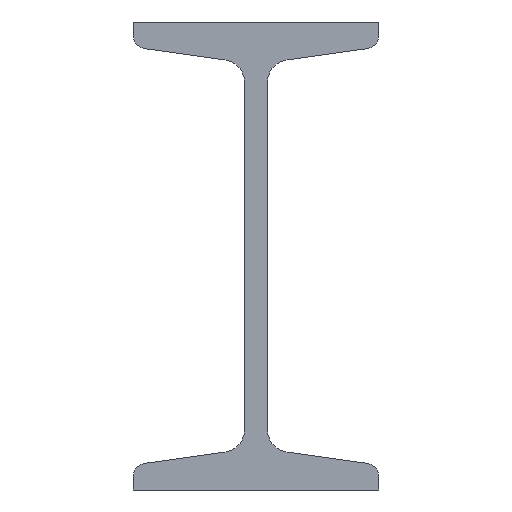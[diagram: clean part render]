
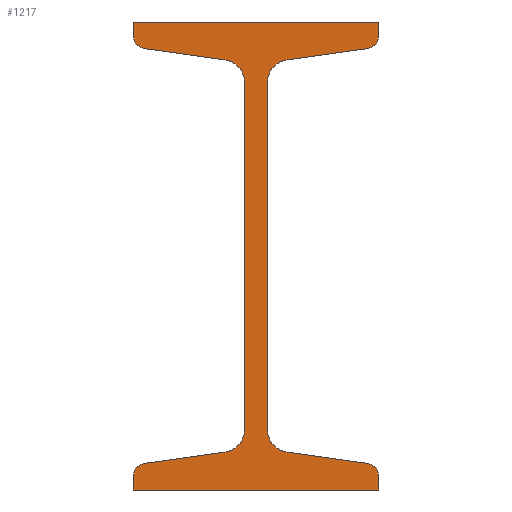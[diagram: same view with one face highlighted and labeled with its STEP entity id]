
A CAD part, front view. The second image highlights one B-rep face of the part: STEP entity #1217.
In plain terms, the highlighted planar face has unit normal (0, -1, 0).
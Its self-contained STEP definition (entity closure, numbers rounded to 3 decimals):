
#2=DIRECTION('',(0.,0.,1.));
#3=VECTOR('',#2,2.267);
#4=CARTESIAN_POINT('',(-21.,0.,-40.));
#5=LINE('',#4,#3);
#6=CARTESIAN_POINT('',(-18.7,0.,-37.733));
#7=DIRECTION('',(0.,1.,0.));
#8=DIRECTION('',(-1.,0.,0.));
#9=AXIS2_PLACEMENT_3D('',#6,#7,#8);
#11=DIRECTION('',(0.99,0.,0.139));
#12=VECTOR('',#11,13.848);
#13=CARTESIAN_POINT('',(-19.02,0.,-35.455));
#14=LINE('',#13,#12);
#15=CARTESIAN_POINT('',(-5.85,0.,-29.666));
#16=DIRECTION('',(0.,-1.,0.));
#17=DIRECTION('',(0.139,0.,-0.99));
#18=AXIS2_PLACEMENT_3D('',#15,#16,#17);
#20=DIRECTION('',(0.,0.,1.));
#21=VECTOR('',#20,59.332);
#22=CARTESIAN_POINT('',(-1.95,0.,-29.666));
#23=LINE('',#22,#21);
#24=CARTESIAN_POINT('',(-5.85,0.,29.666));
#25=DIRECTION('',(0.,-1.,0.));
#26=DIRECTION('',(1.,0.,0.));
#27=AXIS2_PLACEMENT_3D('',#24,#25,#26);
#29=DIRECTION('',(-0.99,0.,0.139));
#30=VECTOR('',#29,13.848);
#31=CARTESIAN_POINT('',(-5.307,0.,33.528));
#32=LINE('',#31,#30);
#33=CARTESIAN_POINT('',(-18.7,0.,37.733));
#34=DIRECTION('',(0.,1.,0.));
#35=DIRECTION('',(-0.139,0.,-0.99));
#36=AXIS2_PLACEMENT_3D('',#33,#34,#35);
#38=DIRECTION('',(0.,0.,1.));
#39=VECTOR('',#38,2.267);
#40=CARTESIAN_POINT('',(-21.,0.,37.733));
#41=LINE('',#40,#39);
#42=DIRECTION('',(1.,0.,0.));
#43=VECTOR('',#42,42.);
#44=CARTESIAN_POINT('',(-21.,0.,40.));
#45=LINE('',#44,#43);
#46=DIRECTION('',(0.,0.,-1.));
#47=VECTOR('',#46,2.267);
#48=CARTESIAN_POINT('',(21.,0.,40.));
#49=LINE('',#48,#47);
#50=CARTESIAN_POINT('',(18.7,0.,37.733));
#51=DIRECTION('',(0.,1.,0.));
#52=DIRECTION('',(1.,0.,0.));
#53=AXIS2_PLACEMENT_3D('',#50,#51,#52);
#55=DIRECTION('',(-0.99,0.,-0.139));
#56=VECTOR('',#55,13.848);
#57=CARTESIAN_POINT('',(19.02,0.,35.455));
#58=LINE('',#57,#56);
#59=CARTESIAN_POINT('',(5.85,0.,29.666));
#60=DIRECTION('',(0.,-1.,0.));
#61=DIRECTION('',(-0.139,0.,0.99));
#62=AXIS2_PLACEMENT_3D('',#59,#60,#61);
#64=DIRECTION('',(0.,0.,-1.));
#65=VECTOR('',#64,59.332);
#66=CARTESIAN_POINT('',(1.95,0.,29.666));
#67=LINE('',#66,#65);
#68=CARTESIAN_POINT('',(5.85,0.,-29.666));
#69=DIRECTION('',(0.,-1.,0.));
#70=DIRECTION('',(-1.,0.,0.));
#71=AXIS2_PLACEMENT_3D('',#68,#69,#70);
#73=DIRECTION('',(0.99,0.,-0.139));
#74=VECTOR('',#73,13.848);
#75=CARTESIAN_POINT('',(5.307,0.,-33.528));
#76=LINE('',#75,#74);
#77=CARTESIAN_POINT('',(18.7,0.,-37.733));
#78=DIRECTION('',(0.,1.,0.));
#79=DIRECTION('',(0.139,0.,0.99));
#80=AXIS2_PLACEMENT_3D('',#77,#78,#79);
#82=DIRECTION('',(0.,0.,-1.));
#83=VECTOR('',#82,2.267);
#84=CARTESIAN_POINT('',(21.,0.,-37.733));
#85=LINE('',#84,#83);
#86=DIRECTION('',(-1.,0.,0.));
#87=VECTOR('',#86,42.);
#88=CARTESIAN_POINT('',(21.,0.,-40.));
#89=LINE('',#88,#87);
#882=CARTESIAN_POINT('',(-21.,0.,-40.));
#883=CARTESIAN_POINT('',(-21.,0.,-37.733));
#884=VERTEX_POINT('',#882);
#885=VERTEX_POINT('',#883);
#886=CARTESIAN_POINT('',(-19.02,0.,-35.455));
#887=VERTEX_POINT('',#886);
#888=CARTESIAN_POINT('',(-5.307,0.,-33.528));
#889=VERTEX_POINT('',#888);
#890=CARTESIAN_POINT('',(-1.95,0.,-29.666));
#891=VERTEX_POINT('',#890);
#892=CARTESIAN_POINT('',(-1.95,0.,29.666));
#893=VERTEX_POINT('',#892);
#894=CARTESIAN_POINT('',(-5.307,0.,33.528));
#895=VERTEX_POINT('',#894);
#896=CARTESIAN_POINT('',(-19.02,0.,35.455));
#897=VERTEX_POINT('',#896);
#898=CARTESIAN_POINT('',(-21.,0.,37.733));
#899=VERTEX_POINT('',#898);
#900=CARTESIAN_POINT('',(-21.,0.,40.));
#901=VERTEX_POINT('',#900);
#902=CARTESIAN_POINT('',(21.,0.,40.));
#903=VERTEX_POINT('',#902);
#904=CARTESIAN_POINT('',(21.,0.,37.733));
#905=VERTEX_POINT('',#904);
#906=CARTESIAN_POINT('',(19.02,0.,35.455));
#907=VERTEX_POINT('',#906);
#908=CARTESIAN_POINT('',(5.307,0.,33.528));
#909=VERTEX_POINT('',#908);
#910=CARTESIAN_POINT('',(1.95,0.,29.666));
#911=VERTEX_POINT('',#910);
#912=CARTESIAN_POINT('',(1.95,0.,-29.666));
#913=VERTEX_POINT('',#912);
#914=CARTESIAN_POINT('',(5.307,0.,-33.528));
#915=VERTEX_POINT('',#914);
#916=CARTESIAN_POINT('',(19.02,0.,-35.455));
#917=VERTEX_POINT('',#916);
#918=CARTESIAN_POINT('',(21.,0.,-37.733));
#919=VERTEX_POINT('',#918);
#920=CARTESIAN_POINT('',(21.,0.,-40.));
#921=VERTEX_POINT('',#920);
#1170=CARTESIAN_POINT('',(0.,0.,0.));
#1171=DIRECTION('',(0.,1.,0.));
#1172=DIRECTION('',(1.,0.,0.));
#1173=AXIS2_PLACEMENT_3D('',#1170,#1171,#1172);
#1174=PLANE('',#1173);
#1176=ORIENTED_EDGE('',*,*,#1175,.T.);
#1178=ORIENTED_EDGE('',*,*,#1177,.T.);
#1180=ORIENTED_EDGE('',*,*,#1179,.T.);
#1182=ORIENTED_EDGE('',*,*,#1181,.T.);
#1184=ORIENTED_EDGE('',*,*,#1183,.T.);
#1186=ORIENTED_EDGE('',*,*,#1185,.T.);
#1188=ORIENTED_EDGE('',*,*,#1187,.T.);
#1190=ORIENTED_EDGE('',*,*,#1189,.T.);
#1192=ORIENTED_EDGE('',*,*,#1191,.T.);
#1194=ORIENTED_EDGE('',*,*,#1193,.T.);
#1196=ORIENTED_EDGE('',*,*,#1195,.T.);
#1198=ORIENTED_EDGE('',*,*,#1197,.T.);
#1200=ORIENTED_EDGE('',*,*,#1199,.T.);
#1202=ORIENTED_EDGE('',*,*,#1201,.T.);
#1204=ORIENTED_EDGE('',*,*,#1203,.T.);
#1206=ORIENTED_EDGE('',*,*,#1205,.T.);
#1208=ORIENTED_EDGE('',*,*,#1207,.T.);
#1210=ORIENTED_EDGE('',*,*,#1209,.T.);
#1212=ORIENTED_EDGE('',*,*,#1211,.T.);
#1214=ORIENTED_EDGE('',*,*,#1213,.T.);
#1215=EDGE_LOOP('',(#1176,#1178,#1180,#1182,#1184,#1186,#1188,#1190,#1192,#1194,
#1196,#1198,#1200,#1202,#1204,#1206,#1208,#1210,#1212,#1214));
#1216=FACE_OUTER_BOUND('',#1215,.F.);
#1217=ADVANCED_FACE('',(#1216),#1174,.F.);
#10=CIRCLE('',#9,2.3);
#19=CIRCLE('',#18,3.9);
#28=CIRCLE('',#27,3.9);
#37=CIRCLE('',#36,2.3);
#54=CIRCLE('',#53,2.3);
#63=CIRCLE('',#62,3.9);
#72=CIRCLE('',#71,3.9);
#81=CIRCLE('',#80,2.3);
#1175=EDGE_CURVE('',#884,#885,#5,.T.);
#1177=EDGE_CURVE('',#885,#887,#10,.T.);
#1179=EDGE_CURVE('',#887,#889,#14,.T.);
#1181=EDGE_CURVE('',#889,#891,#19,.T.);
#1183=EDGE_CURVE('',#891,#893,#23,.T.);
#1185=EDGE_CURVE('',#893,#895,#28,.T.);
#1187=EDGE_CURVE('',#895,#897,#32,.T.);
#1189=EDGE_CURVE('',#897,#899,#37,.T.);
#1191=EDGE_CURVE('',#899,#901,#41,.T.);
#1193=EDGE_CURVE('',#901,#903,#45,.T.);
#1195=EDGE_CURVE('',#903,#905,#49,.T.);
#1197=EDGE_CURVE('',#905,#907,#54,.T.);
#1199=EDGE_CURVE('',#907,#909,#58,.T.);
#1201=EDGE_CURVE('',#909,#911,#63,.T.);
#1203=EDGE_CURVE('',#911,#913,#67,.T.);
#1205=EDGE_CURVE('',#913,#915,#72,.T.);
#1207=EDGE_CURVE('',#915,#917,#76,.T.);
#1209=EDGE_CURVE('',#917,#919,#81,.T.);
#1211=EDGE_CURVE('',#919,#921,#85,.T.);
#1213=EDGE_CURVE('',#921,#884,#89,.T.);
